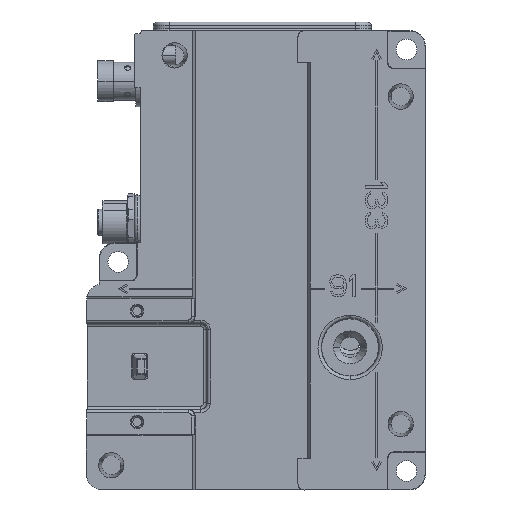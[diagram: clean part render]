
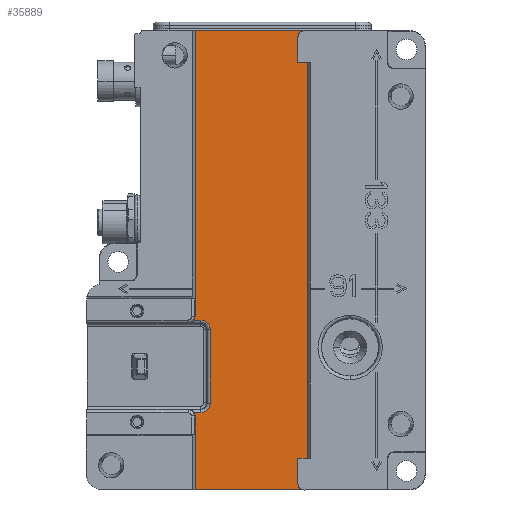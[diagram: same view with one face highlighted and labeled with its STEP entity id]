
A CAD part, front view. The second image highlights one B-rep face of the part: STEP entity #35889.
In plain terms, the highlighted planar face has unit normal (0, -1, 0).
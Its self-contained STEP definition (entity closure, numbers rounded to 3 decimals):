
#6621=DIRECTION('',(-1.,0.,0.));
#6622=VECTOR('',#6621,36.54);
#6623=CARTESIAN_POINT('',(70.79,-46.,-0.105));
#6624=LINE('',#6623,#6622);
#8254=DIRECTION('',(1.,0.,0.));
#8255=VECTOR('',#8254,36.54);
#8256=CARTESIAN_POINT('',(34.25,-46.,-144.895));
#8257=LINE('',#8256,#8255);
#8940=DIRECTION('',(-0.131,0.,-0.991));
#8941=VECTOR('',#8940,7.963);
#8942=CARTESIAN_POINT('',(70.79,-46.,-0.105));
#8943=LINE('',#8942,#8941);
#8947=DIRECTION('',(0.,0.,-1.));
#8948=VECTOR('',#8947,125.);
#8949=CARTESIAN_POINT('',(69.75,-46.,-10.));
#8950=LINE('',#8949,#8948);
#8954=DIRECTION('',(0.131,0.,-0.991));
#8955=VECTOR('',#8954,7.963);
#8956=CARTESIAN_POINT('',(69.75,-46.,-137.));
#8957=LINE('',#8956,#8955);
#8961=CARTESIAN_POINT('',(34.25,-46.,-121.604));
#8962=CARTESIAN_POINT('',(34.25,-46.,-121.236));
#8963=CARTESIAN_POINT('',(34.156,-46.,-120.895));
#8964=CARTESIAN_POINT('',(33.967,-46.,-120.579));
#8969=CARTESIAN_POINT('',(36.08,-46.,
-120.579));
#8970=CARTESIAN_POINT('',(36.349,-46.,
-120.579));
#8971=CARTESIAN_POINT('',(36.865,-46.,
-120.509));
#8972=CARTESIAN_POINT('',(37.599,-46.,
-120.206));
#8973=CARTESIAN_POINT('',(38.225,-46.,
-119.725));
#8974=CARTESIAN_POINT('',(38.706,-46.,
-119.099));
#8975=CARTESIAN_POINT('',(39.009,-46.,
-118.365));
#8976=CARTESIAN_POINT('',(39.079,-46.,
-117.849));
#8977=CARTESIAN_POINT('',(39.079,-46.,
-117.58));
#8982=CARTESIAN_POINT('',(39.079,-46.,
-94.42));
#8983=CARTESIAN_POINT('',(39.079,-46.,
-94.151));
#8984=CARTESIAN_POINT('',(39.009,-46.,
-93.635));
#8985=CARTESIAN_POINT('',(38.706,-46.,
-92.901));
#8986=CARTESIAN_POINT('',(38.225,-46.,
-92.275));
#8987=CARTESIAN_POINT('',(37.599,-46.,
-91.794));
#8988=CARTESIAN_POINT('',(36.865,-46.,
-91.491));
#8989=CARTESIAN_POINT('',(36.349,-46.,
-91.421));
#8990=CARTESIAN_POINT('',(36.08,-46.,
-91.421));
#8995=CARTESIAN_POINT('',(33.967,-46.,-91.421));
#8996=CARTESIAN_POINT('',(34.156,-46.,-91.105));
#8997=CARTESIAN_POINT('',(34.25,-46.,-90.764));
#8998=CARTESIAN_POINT('',(34.25,-46.,-90.396));
#9119=DIRECTION('',(0.,0.,1.));
#9120=VECTOR('',#9119,2.);
#9121=CARTESIAN_POINT('',(69.75,-46.,-10.));
#9122=LINE('',#9121,#9120);
#9140=DIRECTION('',(0.,0.,1.));
#9141=VECTOR('',#9140,2.);
#9142=CARTESIAN_POINT('',(69.75,-46.,-137.));
#9143=LINE('',#9142,#9141);
#9175=DIRECTION('',(0.,0.,-1.));
#9176=VECTOR('',#9175,23.291);
#9177=CARTESIAN_POINT('',(34.25,-46.,-121.604));
#9178=LINE('',#9177,#9176);
#9842=DIRECTION('',(1.,0.,0.));
#9843=VECTOR('',#9842,2.113);
#9844=CARTESIAN_POINT('',(33.967,-46.,-91.421));
#9845=LINE('',#9844,#9843);
#9884=DIRECTION('',(0.,0.,-1.));
#9885=VECTOR('',#9884,23.16);
#9886=CARTESIAN_POINT('',(39.079,-46.,
-94.42));
#9887=LINE('',#9886,#9885);
#9921=DIRECTION('',(-1.,0.,0.));
#9922=VECTOR('',#9921,2.113);
#9923=CARTESIAN_POINT('',(36.08,-46.,
-120.579));
#9924=LINE('',#9923,#9922);
#10450=DIRECTION('',(0.,0.,-1.));
#10451=VECTOR('',#10450,90.291);
#10452=CARTESIAN_POINT('',(34.25,-46.,-0.105));
#10453=LINE('',#10452,#10451);
#25979=VERTEX_POINT('',#8995);
#25980=VERTEX_POINT('',#8998);
#25982=CARTESIAN_POINT('',(70.79,-46.,-0.105));
#25983=CARTESIAN_POINT('',(34.25,-46.,-0.105));
#25984=VERTEX_POINT('',#25982);
#25985=VERTEX_POINT('',#25983);
#25986=CARTESIAN_POINT('',(69.75,-46.,-8.));
#25987=VERTEX_POINT('',#25986);
#25988=CARTESIAN_POINT('',(69.75,-46.,-10.));
#25989=VERTEX_POINT('',#25988);
#25990=CARTESIAN_POINT('',(69.75,-46.,-135.));
#25991=VERTEX_POINT('',#25990);
#25992=CARTESIAN_POINT('',(69.75,-46.,-137.));
#25993=VERTEX_POINT('',#25992);
#25994=CARTESIAN_POINT('',(70.79,-46.,-144.895));
#25995=VERTEX_POINT('',#25994);
#25996=CARTESIAN_POINT('',(34.25,-46.,-144.895));
#25997=VERTEX_POINT('',#25996);
#25998=CARTESIAN_POINT('',(34.25,-46.,-121.604));
#25999=VERTEX_POINT('',#25998);
#26000=VERTEX_POINT('',#8964);
#26001=CARTESIAN_POINT('',(36.08,-46.,
-120.579));
#26002=VERTEX_POINT('',#26001);
#26003=VERTEX_POINT('',#8977);
#26004=CARTESIAN_POINT('',(39.079,-46.,
-94.42));
#26005=VERTEX_POINT('',#26004);
#26006=VERTEX_POINT('',#8990);
#35853=CARTESIAN_POINT('',(69.75,-46.,0.));
#35854=DIRECTION('',(0.,1.,0.));
#35855=DIRECTION('',(-1.,0.,0.));
#35856=AXIS2_PLACEMENT_3D('',#35853,#35854,#35855);
#35857=PLANE('',#35856);
#35858=ORIENTED_EDGE('',*,*,#34010,.F.);
#35860=ORIENTED_EDGE('',*,*,#35859,.T.);
#35862=ORIENTED_EDGE('',*,*,#35861,.F.);
#35864=ORIENTED_EDGE('',*,*,#35863,.T.);
#35866=ORIENTED_EDGE('',*,*,#35865,.F.);
#35868=ORIENTED_EDGE('',*,*,#35867,.T.);
#35869=ORIENTED_EDGE('',*,*,#35069,.F.);
#35871=ORIENTED_EDGE('',*,*,#35870,.F.);
#35873=ORIENTED_EDGE('',*,*,#35872,.T.);
#35875=ORIENTED_EDGE('',*,*,#35874,.F.);
#35877=ORIENTED_EDGE('',*,*,#35876,.T.);
#35879=ORIENTED_EDGE('',*,*,#35878,.F.);
#35881=ORIENTED_EDGE('',*,*,#35880,.T.);
#35883=ORIENTED_EDGE('',*,*,#35882,.F.);
#35884=ORIENTED_EDGE('',*,*,#35841,.T.);
#35886=ORIENTED_EDGE('',*,*,#35885,.F.);
#35887=EDGE_LOOP('',(#35858,#35860,#35862,#35864,#35866,#35868,#35869,#35871,
#35873,#35875,#35877,#35879,#35881,#35883,#35884,#35886));
#35888=FACE_OUTER_BOUND('',#35887,.F.);
#35889=ADVANCED_FACE('',(#35888),#35857,.F.);
#8965=B_SPLINE_CURVE_WITH_KNOTS('',3,(#8961,#8962,#8963,#8964),.UNSPECIFIED.,
.F.,.F.,(4,4),(0.,1.),.UNSPECIFIED.);
#8978=B_SPLINE_CURVE_WITH_KNOTS('',3,(#8969,#8970,#8971,#8972,#8973,#8974,#8975,
#8976,#8977),.UNSPECIFIED.,.F.,.F.,(4,1,1,1,1,1,4),(0.,0.167,
0.333,0.5,0.667,0.833,1.),
.UNSPECIFIED.);
#8991=B_SPLINE_CURVE_WITH_KNOTS('',3,(#8982,#8983,#8984,#8985,#8986,#8987,#8988,
#8989,#8990),.UNSPECIFIED.,.F.,.F.,(4,1,1,1,1,1,4),(0.,0.167,
0.333,0.5,0.667,0.833,1.),
.UNSPECIFIED.);
#8999=B_SPLINE_CURVE_WITH_KNOTS('',3,(#8995,#8996,#8997,#8998),.UNSPECIFIED.,
.F.,.F.,(4,4),(0.,1.),.UNSPECIFIED.);
#34010=EDGE_CURVE('',#25984,#25985,#6624,.T.);
#35069=EDGE_CURVE('',#25997,#25995,#8257,.T.);
#35841=EDGE_CURVE('',#25979,#25980,#8999,.T.);
#35859=EDGE_CURVE('',#25984,#25987,#8943,.T.);
#35861=EDGE_CURVE('',#25989,#25987,#9122,.T.);
#35863=EDGE_CURVE('',#25989,#25991,#8950,.T.);
#35865=EDGE_CURVE('',#25993,#25991,#9143,.T.);
#35867=EDGE_CURVE('',#25993,#25995,#8957,.T.);
#35870=EDGE_CURVE('',#25999,#25997,#9178,.T.);
#35872=EDGE_CURVE('',#25999,#26000,#8965,.T.);
#35874=EDGE_CURVE('',#26002,#26000,#9924,.T.);
#35876=EDGE_CURVE('',#26002,#26003,#8978,.T.);
#35878=EDGE_CURVE('',#26005,#26003,#9887,.T.);
#35880=EDGE_CURVE('',#26005,#26006,#8991,.T.);
#35882=EDGE_CURVE('',#25979,#26006,#9845,.T.);
#35885=EDGE_CURVE('',#25985,#25980,#10453,.T.);
